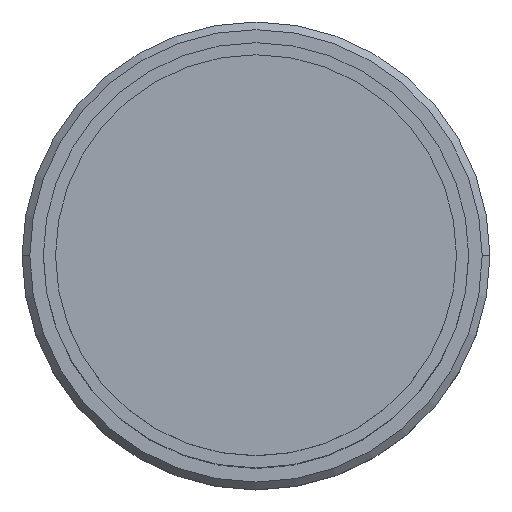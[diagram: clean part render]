
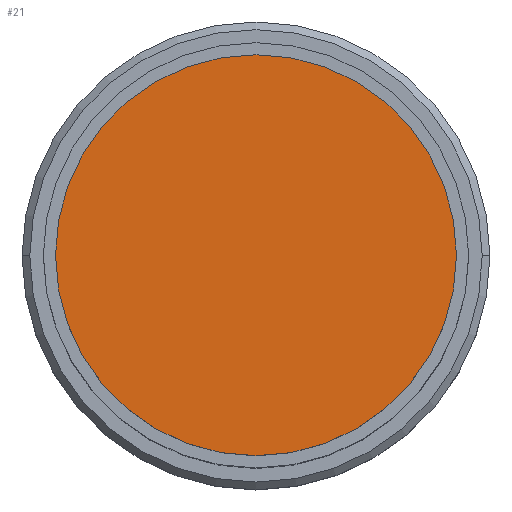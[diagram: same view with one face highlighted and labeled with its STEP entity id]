
A CAD part, top view. The second image highlights one B-rep face of the part: STEP entity #21.
In plain terms, the highlighted planar face has unit normal (0, 0, 1).
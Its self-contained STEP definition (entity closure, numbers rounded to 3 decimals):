
#1=CARTESIAN_POINT('POINT872',(33.,0.,134.))
   ;
#2=VERTEX_POINT('VERTEX872',#1);
#3=CARTESIAN_POINT('POINT873',(-33.,0.,
   134.));
#4=VERTEX_POINT('VERTEX873',#3);
#5=CARTESIAN_POINT('POS1455',(0.,0.,134.));
#6=DIRECTION('DIR2287',(0.,0.,-1.));
#7=DIRECTION('DIR2288',(1.,0.,0.));
#8=AXIS2_PLACEMENT_3D('AXIS833',#5,#6,#7);
#9=CIRCLE('ELLIPSE369',#8,33.);
#10=EDGE_CURVE('EDGE1349',#2,#4,#9,.T.);
#11=ORIENTED_EDGE('COEDGE2697',*,*,#10,.F.);
#12=EDGE_CURVE('EDGE1350',#4,#2,#9,.T.);
#13=ORIENTED_EDGE('COEDGE2698',*,*,#12,.F.);
#14=EDGE_LOOP('NONE',(#11,#13));
#15=FACE_BOUND('LOOP1',#14,.T.);
#16=CARTESIAN_POINT('POS1456',(16.5,0.,134.)
   );
#17=DIRECTION('DIR2289',(0.,0.,1.));
#18=DIRECTION('DIR2290',(1.,0.,0.));
#19=AXIS2_PLACEMENT_3D('AXIS834',#16,#17,#18);
#20=PLANE('PLANE262',#19);
#21=ADVANCED_FACE('FACE668',(#15),#20,.T.);
